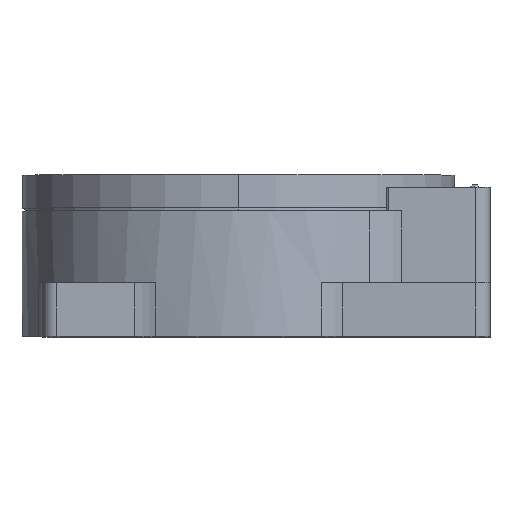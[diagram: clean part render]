
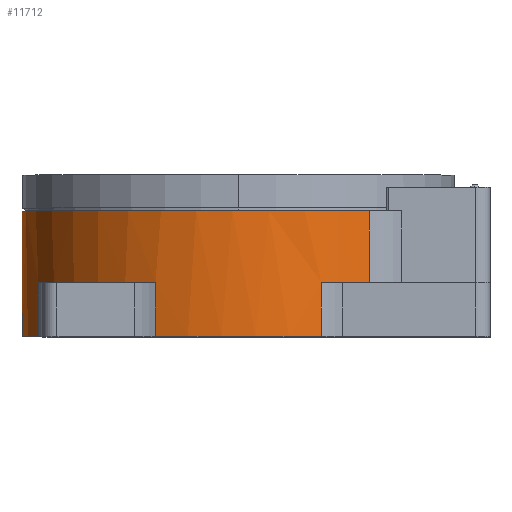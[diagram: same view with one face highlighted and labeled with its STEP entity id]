
A CAD part, top view. The second image highlights one B-rep face of the part: STEP entity #11712.
In plain terms, the highlighted cylindrical face has radius 120.5 mm (diameter 241 mm), a partial arc.
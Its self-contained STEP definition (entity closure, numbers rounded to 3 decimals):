
#315 = EDGE_CURVE ( 'NONE', #23242, #17881, #29119, .T. ) ;
#412 = DIRECTION ( 'NONE',  ( 0., 0., 1. ) ) ;
#856 = CARTESIAN_POINT ( 'NONE',  ( -46.198, 83., 111.292 ) ) ;
#919 = CARTESIAN_POINT ( 'NONE',  ( -48.028, 70., -110.515 ) ) ;
#1062 = VECTOR ( 'NONE', #16186, 1000. ) ;
#1181 = CARTESIAN_POINT ( 'NONE',  ( 72.725, 83., 96.08 ) ) ;
#1305 = AXIS2_PLACEMENT_3D ( 'NONE', #15298, #32251, #25238 ) ;
#1578 = EDGE_CURVE ( 'NONE', #13328, #31929, #15386, .T. ) ;
#1989 = CARTESIAN_POINT ( 'NONE',  ( -48.028, 30., -110.515 ) ) ;
#2031 = DIRECTION ( 'NONE',  ( 0., -1., 0. ) ) ;
#2271 = VERTEX_POINT ( 'NONE', #3463 ) ;
#2300 = DIRECTION ( 'NONE',  ( 0., 0., 1. ) ) ;
#2322 = EDGE_CURVE ( 'NONE', #17881, #18465, #11763, .T. ) ;
#3196 = CARTESIAN_POINT ( 'NONE',  ( -111.292, 0., -46.198 ) ) ;
#3206 = VECTOR ( 'NONE', #31159, 1000. ) ;
#3463 = CARTESIAN_POINT ( 'NONE',  ( 46.198, 30., 111.292 ) ) ;
#3839 = CARTESIAN_POINT ( 'NONE',  ( -111.292, 0., 46.198 ) ) ;
#4212 = DIRECTION ( 'NONE',  ( 0., 0., -1. ) ) ;
#4750 = CIRCLE ( 'NONE', #9992, 120.5 ) ;
#4827 = AXIS2_PLACEMENT_3D ( 'NONE', #5768, #15426, #412 ) ;
#5672 = CARTESIAN_POINT ( 'NONE',  ( -111.292, 30., 46.198 ) ) ;
#5756 = AXIS2_PLACEMENT_3D ( 'NONE', #23323, #22171, #4212 ) ;
#5768 = CARTESIAN_POINT ( 'NONE',  ( 0., 70., 0. ) ) ;
#5812 = EDGE_CURVE ( 'NONE', #24718, #2271, #24334, .T. ) ;
#6449 = EDGE_CURVE ( 'NONE', #10479, #24718, #13431, .T. ) ;
#6648 = CARTESIAN_POINT ( 'NONE',  ( 0., 30., 0. ) ) ;
#6898 = CARTESIAN_POINT ( 'NONE',  ( 0., 30., 0. ) ) ;
#7207 = CARTESIAN_POINT ( 'NONE',  ( 0., 30., 0. ) ) ;
#7282 = CARTESIAN_POINT ( 'NONE',  ( 72.725, 30., 96.08 ) ) ;
#7863 = VECTOR ( 'NONE', #31645, 1000. ) ;
#8036 = CARTESIAN_POINT ( 'NONE',  ( -46.198, 30., 111.292 ) ) ;
#8041 = AXIS2_PLACEMENT_3D ( 'NONE', #7207, #14693, #2300 ) ;
#9515 = DIRECTION ( 'NONE',  ( 0., -1., 0. ) ) ;
#9595 = LINE ( 'NONE', #28832, #10140 ) ;
#9871 = VECTOR ( 'NONE', #2031, 1000. ) ;
#9909 = EDGE_CURVE ( 'NONE', #15697, #13328, #23199, .T. ) ;
#9992 = AXIS2_PLACEMENT_3D ( 'NONE', #6898, #9515, #14550 ) ;
#10140 = VECTOR ( 'NONE', #17082, 1000. ) ;
#10392 = EDGE_CURVE ( 'NONE', #2271, #31929, #19230, .T. ) ;
#10479 = VERTEX_POINT ( 'NONE', #17257 ) ;
#11712 = ADVANCED_FACE ( 'NONE', ( #30664 ), #18268, .T. ) ;
#11763 = CIRCLE ( 'NONE', #27373, 120.5 ) ;
#12348 = DIRECTION ( 'NONE',  ( 0., -1., 0. ) ) ;
#13328 = VERTEX_POINT ( 'NONE', #13989 ) ;
#13431 = LINE ( 'NONE', #1181, #1062 ) ;
#13811 = CARTESIAN_POINT ( 'NONE',  ( -111.292, 30., -46.198 ) ) ;
#13989 = CARTESIAN_POINT ( 'NONE',  ( -46.198, 0., 111.292 ) ) ;
#14550 = DIRECTION ( 'NONE',  ( 0., 0., 1. ) ) ;
#14693 = DIRECTION ( 'NONE',  ( 0., -1., 0. ) ) ;
#15205 = EDGE_LOOP ( 'NONE', ( #25014, #26794, #18010, #27453, #21441, #22051, #18390, #25572, #22743, #30135, #31539, #23990 ) ) ;
#15298 = CARTESIAN_POINT ( 'NONE',  ( 0., 0., 0. ) ) ;
#15386 = CIRCLE ( 'NONE', #1305, 120.5 ) ;
#15426 = DIRECTION ( 'NONE',  ( 0., 1., 0. ) ) ;
#15697 = VERTEX_POINT ( 'NONE', #8036 ) ;
#15813 = CIRCLE ( 'NONE', #8041, 120.5 ) ;
#16156 = CARTESIAN_POINT ( 'NONE',  ( -48.028, 83., -110.515 ) ) ;
#16186 = DIRECTION ( 'NONE',  ( 0., -1., 0. ) ) ;
#16503 = EDGE_CURVE ( 'NONE', #32082, #18465, #9595, .T. ) ;
#16947 = CARTESIAN_POINT ( 'NONE',  ( 46.198, 83., 111.292 ) ) ;
#17082 = DIRECTION ( 'NONE',  ( 0., -1., 0. ) ) ;
#17257 = CARTESIAN_POINT ( 'NONE',  ( 72.725, 70., 96.08 ) ) ;
#17587 = AXIS2_PLACEMENT_3D ( 'NONE', #6648, #12348, #26674 ) ;
#17761 = CARTESIAN_POINT ( 'NONE',  ( 46.198, 0., 111.292 ) ) ;
#17881 = VERTEX_POINT ( 'NONE', #3196 ) ;
#18010 = ORIENTED_EDGE ( 'NONE', *, *, #30491, .F. ) ;
#18268 = CYLINDRICAL_SURFACE ( 'NONE', #5756, 120.5 ) ;
#18390 = ORIENTED_EDGE ( 'NONE', *, *, #21197, .F. ) ;
#18460 = LINE ( 'NONE', #16156, #3206 ) ;
#18465 = VERTEX_POINT ( 'NONE', #3839 ) ;
#19230 = LINE ( 'NONE', #16947, #30258 ) ;
#19390 = VERTEX_POINT ( 'NONE', #919 ) ;
#21197 = EDGE_CURVE ( 'NONE', #15697, #32082, #4750, .T. ) ;
#21441 = ORIENTED_EDGE ( 'NONE', *, *, #2322, .T. ) ;
#21505 = CIRCLE ( 'NONE', #4827, 120.5 ) ;
#21859 = CARTESIAN_POINT ( 'NONE',  ( 0., 0., 0. ) ) ;
#22051 = ORIENTED_EDGE ( 'NONE', *, *, #16503, .F. ) ;
#22171 = DIRECTION ( 'NONE',  ( 0., -1., 0. ) ) ;
#22390 = EDGE_CURVE ( 'NONE', #19390, #10479, #21505, .T. ) ;
#22743 = ORIENTED_EDGE ( 'NONE', *, *, #1578, .T. ) ;
#23199 = LINE ( 'NONE', #856, #7863 ) ;
#23242 = VERTEX_POINT ( 'NONE', #13811 ) ;
#23323 = CARTESIAN_POINT ( 'NONE',  ( 0., 83., 0. ) ) ;
#23990 = ORIENTED_EDGE ( 'NONE', *, *, #6449, .F. ) ;
#24146 = DIRECTION ( 'NONE',  ( 0., 0., 1. ) ) ;
#24334 = CIRCLE ( 'NONE', #17587, 120.5 ) ;
#24376 = CARTESIAN_POINT ( 'NONE',  ( -111.292, 83., -46.198 ) ) ;
#24718 = VERTEX_POINT ( 'NONE', #7282 ) ;
#25014 = ORIENTED_EDGE ( 'NONE', *, *, #22390, .F. ) ;
#25238 = DIRECTION ( 'NONE',  ( 0., 0., 1. ) ) ;
#25572 = ORIENTED_EDGE ( 'NONE', *, *, #9909, .T. ) ;
#26674 = DIRECTION ( 'NONE',  ( 0., 0., 1. ) ) ;
#26794 = ORIENTED_EDGE ( 'NONE', *, *, #28981, .T. ) ;
#26871 = DIRECTION ( 'NONE',  ( 0., -1., 0. ) ) ;
#27373 = AXIS2_PLACEMENT_3D ( 'NONE', #21859, #31983, #24146 ) ;
#27453 = ORIENTED_EDGE ( 'NONE', *, *, #315, .T. ) ;
#27623 = VERTEX_POINT ( 'NONE', #1989 ) ;
#28832 = CARTESIAN_POINT ( 'NONE',  ( -111.292, 83., 46.198 ) ) ;
#28981 = EDGE_CURVE ( 'NONE', #19390, #27623, #18460, .T. ) ;
#29119 = LINE ( 'NONE', #24376, #9871 ) ;
#30135 = ORIENTED_EDGE ( 'NONE', *, *, #10392, .F. ) ;
#30258 = VECTOR ( 'NONE', #26871, 1000. ) ;
#30491 = EDGE_CURVE ( 'NONE', #23242, #27623, #15813, .T. ) ;
#30664 = FACE_OUTER_BOUND ( 'NONE', #15205, .T. ) ;
#31159 = DIRECTION ( 'NONE',  ( 0., -1., 0. ) ) ;
#31539 = ORIENTED_EDGE ( 'NONE', *, *, #5812, .F. ) ;
#31645 = DIRECTION ( 'NONE',  ( 0., -1., 0. ) ) ;
#31929 = VERTEX_POINT ( 'NONE', #17761 ) ;
#31983 = DIRECTION ( 'NONE',  ( 0., 1., 0. ) ) ;
#32082 = VERTEX_POINT ( 'NONE', #5672 ) ;
#32251 = DIRECTION ( 'NONE',  ( 0., 1., 0. ) ) ;
